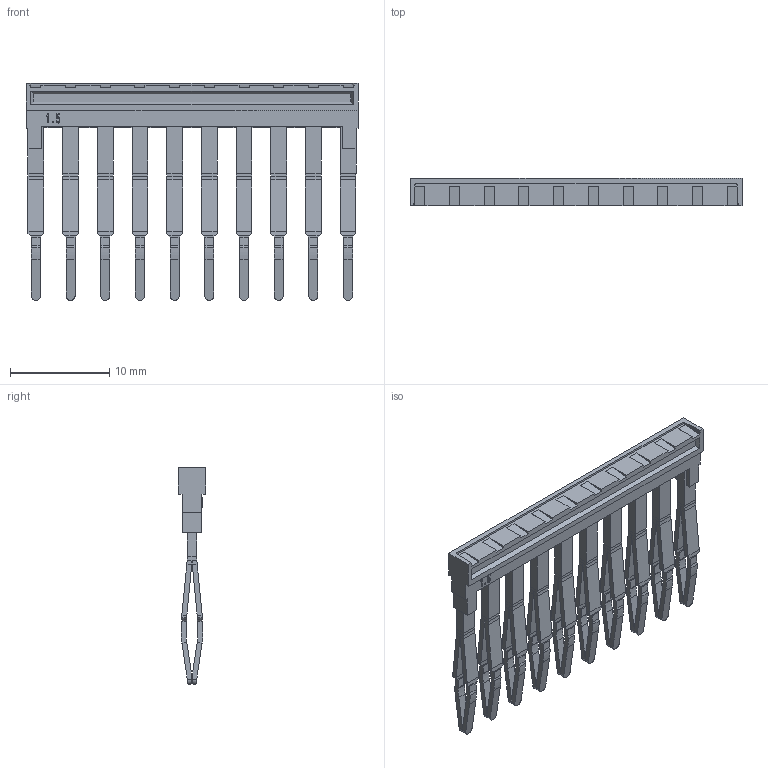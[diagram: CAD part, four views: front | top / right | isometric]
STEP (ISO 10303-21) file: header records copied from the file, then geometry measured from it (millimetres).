
FILE_DESCRIPTION(('CATIA V5R20 STEP214','CAx-IF Rec.Pracs.--- Model Styling and Organization---1.2---2011-12-15'),'2;1');
FILE_NAME ('8496645_2', '2015-12-02T15:34:39+00:00', ('Weidmueller Interface'), ('Weidmueller'), 'CATIA Version 5-6 Release 2014 SP4', 'CATIA V5 STEP AP214', 'none');
FILE_SCHEMA(('AUTOMOTIVE_DESIGN { 1 0 10303 214 1 1 1 1 }'));
Length unit declared in the file: millimetre
Products named in the file (1): 1985680000_ZQV_1-5N_10_BL
Bounding box: 33.5 x 2.8 x 21.9 mm (x, y, z)
Volume: 558.7 mm3; surface area: 1742.3 mm2
Topology: 2 solids, 2 shells, 884 faces, 2281 edges, 1406 vertices
Faces by surface type: plane 682, cylinder 162, bspline 40
Entity records: 24228 total; most frequent: CARTESIAN_POINT 5273, ORIENTED_EDGE 4562, DIRECTION 2839, EDGE_CURVE 2281, VECTOR 1673, LINE 1673, VERTEX_POINT 1406, EDGE_LOOP 889
